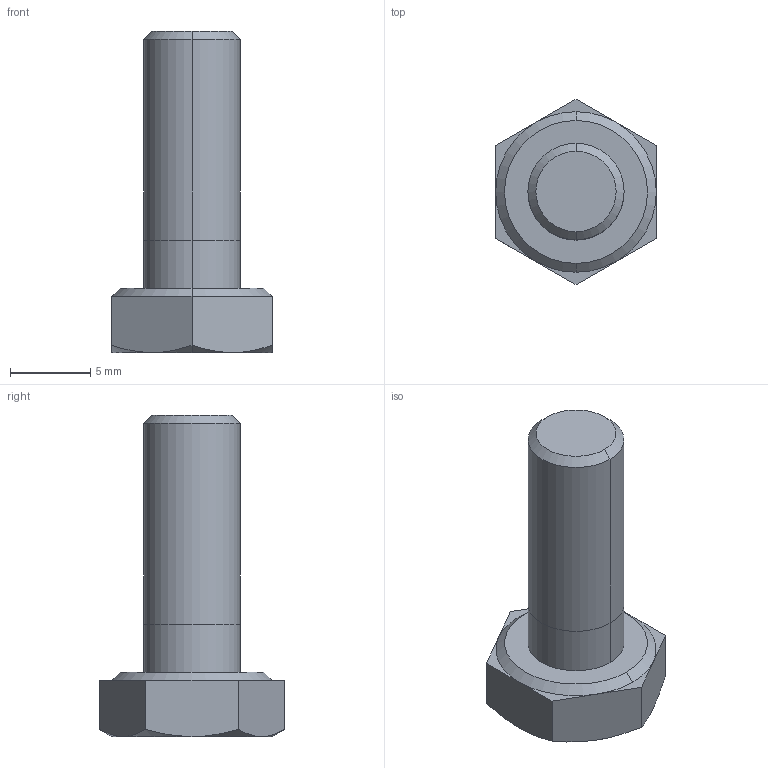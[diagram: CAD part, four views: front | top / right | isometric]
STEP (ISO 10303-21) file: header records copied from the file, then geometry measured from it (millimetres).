
FILE_DESCRIPTION (( 'STEP AP214' ), '1' );
FILE_NAME ('3156016.stp', '2024-05-02T15:02:19', ( '' ), ( '' ), 'SwSTEP 2.0', 'SolidWorks 2022', '' );
FILE_SCHEMA (( 'AUTOMOTIVE_DESIGN' ));
Length unit declared in the file: millimetre
Products named in the file (1): 3156016
Bounding box: 10 x 11.55 x 20 mm (x, y, z)
Volume: 787.3 mm3; surface area: 591.9 mm2
Topology: 1 solids, 1 shells, 31 faces, 66 edges, 38 vertices
Faces by surface type: plane 15, cone 12, cylinder 4
Entity records: 1214 total; most frequent: CARTESIAN_POINT 496, DIRECTION 144, ORIENTED_EDGE 132, EDGE_CURVE 66, AXIS2_PLACEMENT_3D 58, VERTEX_POINT 38, EDGE_LOOP 32, FACE_OUTER_BOUND 31
